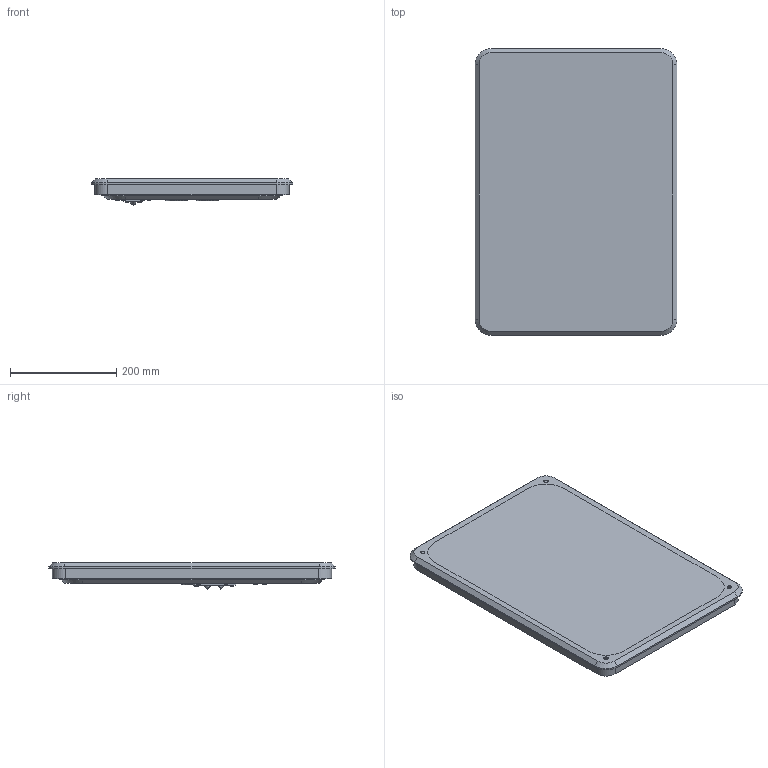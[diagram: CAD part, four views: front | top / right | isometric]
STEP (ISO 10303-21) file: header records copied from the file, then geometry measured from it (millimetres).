
FILE_DESCRIPTION (( 'STEP AP203' ), '1' );
FILE_NAME ('ETNA PS.STEP', '2024-08-14T09:20:35', ( '' ), ( '' ), 'SwSTEP 2.0', 'SolidWorks 2024', '' );
FILE_SCHEMA (( 'CONFIG_CONTROL_DESIGN' ));
Length unit declared in the file: millimetre
Products named in the file (14): hex tapping screws_iso_Tapping Screw ISO 14585 - ST3.5 x 9.5-C-N; Рамка М2; Мембрана М2; резьбовая вставка; Гриль М2; hex socket head screws_iso_ISO 14586 - ST3.5 x 22-C-N; Экс М2.; ETNA PS; винт мебельный 6_25; Терминал WTB-O60N; кольцо стеклотекст; резьбовая заклепка; Корпус М2; Крышка Коннектора
Assembly tree (48 placements, depth 2):
  ETNA PS
    Мембрана М2
    Экс М2.  x2
    Терминал WTB-O60N
    Гриль М2
    Рамка М2
    Корпус М2
    Крышка Коннектора
    hex tapping screws_iso_Tapping Screw ISO 14585 - ST3.5 x 9.5-C-N  x22
    кольцо стеклотекст  x2
    резьбовая заклепка  x4
    винт мебельный 6_25  x4
    резьбовая вставка  x4
    hex socket head screws_iso_ISO 14586 - ST3.5 x 22-C-N  x4
Bounding box: 380 x 540 x 48.99 mm (x, y, z)
Volume: 2627959.8 mm3; surface area: 1239641.4 mm2
Topology: 52 solids, 52 shells, 2100 faces, 4824 edges, 2907 vertices
Faces by surface type: plane 939, cylinder 682, cone 275, torus 108, bspline 52, sphere 44
Entity records: 35827 total; most frequent: DIRECTION 6125, CARTESIAN_POINT 5795, ORIENTED_EDGE 5478, EDGE_CURVE 2739, AXIS2_PLACEMENT_3D 2259, VERTEX_POINT 1721, VECTOR 1607, LINE 1607
